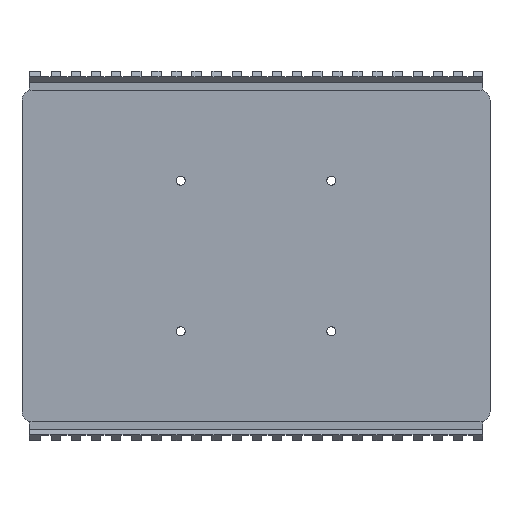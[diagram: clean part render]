
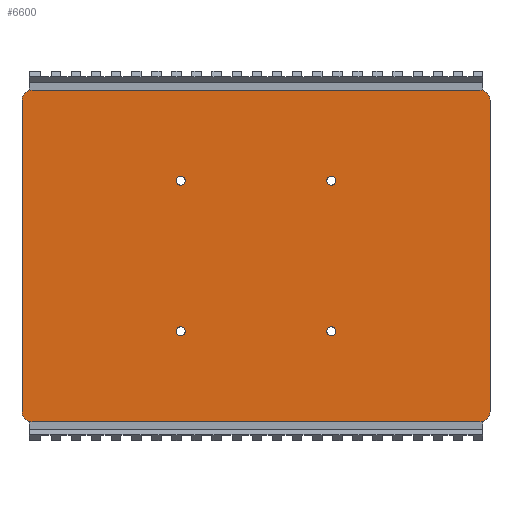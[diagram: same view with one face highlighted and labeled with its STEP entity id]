
A CAD part, top view. The second image highlights one B-rep face of the part: STEP entity #6600.
In plain terms, the highlighted planar face has unit normal (0, 0, 1).
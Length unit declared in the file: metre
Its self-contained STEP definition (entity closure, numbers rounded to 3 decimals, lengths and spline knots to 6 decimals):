
#155=LINE('',#9556,#985);
#164=LINE('',#9590,#994);
#167=LINE('',#9597,#997);
#176=LINE('',#9629,#1006);
#985=VECTOR('',#7685,1.);
#994=VECTOR('',#7712,1.);
#997=VECTOR('',#7717,1.);
#1006=VECTOR('',#7742,1.);
#1977=ORIENTED_EDGE('',*,*,#3785,.F.);
#1978=ORIENTED_EDGE('',*,*,#3783,.F.);
#1979=ORIENTED_EDGE('',*,*,#3781,.F.);
#1980=ORIENTED_EDGE('',*,*,#3779,.F.);
#1981=ORIENTED_EDGE('',*,*,#3762,.F.);
#1982=ORIENTED_EDGE('',*,*,#3769,.T.);
#1983=ORIENTED_EDGE('',*,*,#3743,.F.);
#1984=ORIENTED_EDGE('',*,*,#3773,.T.);
#1985=ORIENTED_EDGE('',*,*,#3726,.T.);
#1986=ORIENTED_EDGE('',*,*,#3776,.T.);
#1987=ORIENTED_EDGE('',*,*,#3746,.T.);
#1988=ORIENTED_EDGE('',*,*,#3788,.T.);
#3726=EDGE_CURVE('',#4643,#4642,#155,.T.);
#3743=EDGE_CURVE('',#4658,#4655,#164,.T.);
#3746=EDGE_CURVE('',#4662,#4661,#167,.T.);
#3762=EDGE_CURVE('',#4676,#4677,#176,.T.);
#3769=EDGE_CURVE('',#4676,#4655,#5181,.T.);
#3773=EDGE_CURVE('',#4658,#4643,#5182,.T.);
#3776=EDGE_CURVE('',#4642,#4662,#5183,.T.);
#3779=EDGE_CURVE('',#4684,#4684,#5184,.T.);
#3781=EDGE_CURVE('',#4686,#4686,#5186,.T.);
#3783=EDGE_CURVE('',#4688,#4688,#5188,.T.);
#3785=EDGE_CURVE('',#4690,#4690,#5190,.T.);
#3788=EDGE_CURVE('',#4661,#4677,#5192,.T.);
#4642=VERTEX_POINT('',#9555);
#4643=VERTEX_POINT('',#9557);
#4655=VERTEX_POINT('',#9584);
#4658=VERTEX_POINT('',#9589);
#4661=VERTEX_POINT('',#9596);
#4662=VERTEX_POINT('',#9598);
#4676=VERTEX_POINT('',#9628);
#4677=VERTEX_POINT('',#9630);
#4684=VERTEX_POINT('',#9660);
#4686=VERTEX_POINT('',#9665);
#4688=VERTEX_POINT('',#9670);
#4690=VERTEX_POINT('',#9675);
#5181=CIRCLE('',#7056,0.005);
#5182=CIRCLE('',#7059,0.005);
#5183=CIRCLE('',#7061,0.005);
#5184=CIRCLE('',#7064,0.00225);
#5186=CIRCLE('',#7067,0.00225);
#5188=CIRCLE('',#7070,0.00225);
#5190=CIRCLE('',#7073,0.00225);
#5192=CIRCLE('',#7076,0.005);
#5308=EDGE_LOOP('',(#1977));
#5309=EDGE_LOOP('',(#1978));
#5310=EDGE_LOOP('',(#1979));
#5311=EDGE_LOOP('',(#1980));
#5312=EDGE_LOOP('',(#1981,#1982,#1983,#1984,#1985,#1986,#1987,#1988));
#5802=FACE_BOUND('',#5308,.T.);
#5803=FACE_BOUND('',#5309,.T.);
#5804=FACE_BOUND('',#5310,.T.);
#5805=FACE_BOUND('',#5311,.T.);
#5806=FACE_BOUND('',#5312,.T.);
#6245=PLANE('',#7077);
#6600=ADVANCED_FACE('',(#5802,#5803,#5804,#5805,#5806),#6245,.T.);
#7056=AXIS2_PLACEMENT_3D('',#9641,#7753,#7754);
#7059=AXIS2_PLACEMENT_3D('',#9648,#7762,#7763);
#7061=AXIS2_PLACEMENT_3D('',#9653,#7768,#7769);
#7064=AXIS2_PLACEMENT_3D('',#9659,#7776,#7777);
#7067=AXIS2_PLACEMENT_3D('',#9664,#7782,#7783);
#7070=AXIS2_PLACEMENT_3D('',#9669,#7788,#7789);
#7073=AXIS2_PLACEMENT_3D('',#9674,#7794,#7795);
#7076=AXIS2_PLACEMENT_3D('',#9680,#7801,#7802);
#7077=AXIS2_PLACEMENT_3D('',#9681,#7803,#7804);
#7685=DIRECTION('',(0.,-1.,0.));
#7712=DIRECTION('',(1.,0.,0.));
#7717=DIRECTION('',(1.,0.,0.));
#7742=DIRECTION('',(0.,-1.,0.));
#7753=DIRECTION('',(0.,0.,1.));
#7754=DIRECTION('',(1.,0.,0.));
#7762=DIRECTION('',(0.,0.,1.));
#7763=DIRECTION('',(1.,0.,0.));
#7768=DIRECTION('',(0.,0.,1.));
#7769=DIRECTION('',(1.,0.,0.));
#7776=DIRECTION('',(0.,0.,1.));
#7777=DIRECTION('',(1.,0.,0.));
#7782=DIRECTION('',(0.,0.,1.));
#7783=DIRECTION('',(1.,0.,0.));
#7788=DIRECTION('',(0.,0.,1.));
#7789=DIRECTION('',(1.,0.,0.));
#7794=DIRECTION('',(0.,0.,1.));
#7795=DIRECTION('',(1.,0.,0.));
#7801=DIRECTION('',(0.,0.,1.));
#7802=DIRECTION('',(1.,0.,0.));
#7803=DIRECTION('',(0.,0.,1.));
#7804=DIRECTION('',(1.,0.,0.));
#9555=CARTESIAN_POINT('',(-0.116459,-0.07755,0.002));
#9556=CARTESIAN_POINT('',(-0.116459,0.,0.002));
#9557=CARTESIAN_POINT('',(-0.116459,0.07755,0.002));
#9584=CARTESIAN_POINT('',(0.111459,0.08255,0.002));
#9589=CARTESIAN_POINT('',(-0.111459,0.08255,0.002));
#9590=CARTESIAN_POINT('',(0.,0.08255,0.002));
#9596=CARTESIAN_POINT('',(0.111459,-0.08255,0.002));
#9597=CARTESIAN_POINT('',(0.,-0.08255,0.002));
#9598=CARTESIAN_POINT('',(-0.111459,-0.08255,0.002));
#9628=CARTESIAN_POINT('',(0.116459,0.07755,0.002));
#9629=CARTESIAN_POINT('',(0.116459,0.,0.002));
#9630=CARTESIAN_POINT('',(0.116459,-0.07755,0.002));
#9641=CARTESIAN_POINT('',(0.111459,0.07755,0.002));
#9648=CARTESIAN_POINT('',(-0.111459,0.07755,0.002));
#9653=CARTESIAN_POINT('',(-0.111459,-0.07755,0.002));
#9659=CARTESIAN_POINT('',(-0.0375,0.0375,0.002));
#9660=CARTESIAN_POINT('',(-0.03525,0.0375,0.002));
#9664=CARTESIAN_POINT('',(0.0375,0.0375,0.002));
#9665=CARTESIAN_POINT('',(0.03975,0.0375,0.002));
#9669=CARTESIAN_POINT('',(-0.0375,-0.0375,0.002));
#9670=CARTESIAN_POINT('',(-0.03525,-0.0375,0.002));
#9674=CARTESIAN_POINT('',(0.0375,-0.0375,0.002));
#9675=CARTESIAN_POINT('',(0.03975,-0.0375,0.002));
#9680=CARTESIAN_POINT('',(0.111459,-0.07755,0.002));
#9681=CARTESIAN_POINT('',(0.,0.,0.002));
